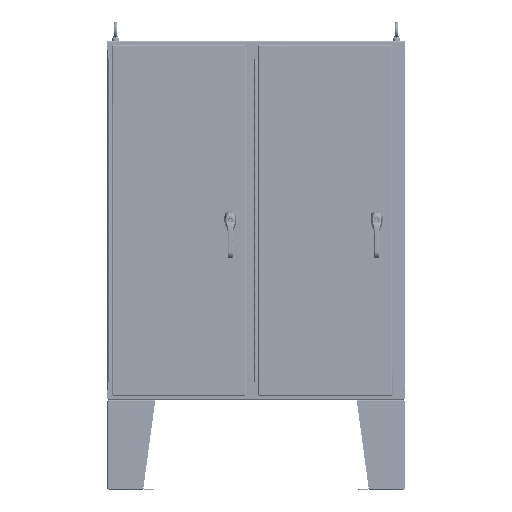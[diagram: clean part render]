
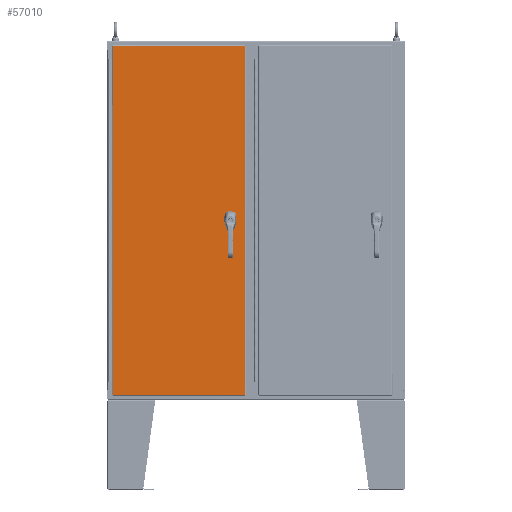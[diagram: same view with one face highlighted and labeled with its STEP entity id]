
A CAD part, top view. The second image highlights one B-rep face of the part: STEP entity #57010.
In plain terms, the highlighted planar face has unit normal (0, 0, 1).
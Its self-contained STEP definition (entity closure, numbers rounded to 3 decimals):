
#3942=LINE('',#94572,#8372);
#3946=LINE('',#94584,#8376);
#3950=LINE('',#94596,#8380);
#3954=LINE('',#94608,#8384);
#3974=LINE('',#94679,#8404);
#3990=LINE('',#94801,#8420);
#4004=LINE('',#94918,#8434);
#4015=LINE('',#95029,#8445);
#8372=VECTOR('',#71455,0.427);
#8376=VECTOR('',#71467,0.427);
#8380=VECTOR('',#71479,0.427);
#8384=VECTOR('',#71491,0.427);
#8404=VECTOR('',#71547,58.295);
#8420=VECTOR('',#71577,22.045);
#8434=VECTOR('',#71605,58.295);
#8445=VECTOR('',#71628,22.045);
#11943=PLANE('',#61525);
#13267=FACE_BOUND('',#18657,.T.);
#13268=FACE_BOUND('',#18658,.T.);
#13269=FACE_BOUND('',#18659,.T.);
#13270=FACE_BOUND('',#18660,.T.);
#14808=FACE_OUTER_BOUND('',#18656,.T.);
#18656=EDGE_LOOP('',(#42908,#42909,#42910,#42911));
#18657=EDGE_LOOP('',(#42912,#42913,#42914,#42915,#42916,#42917,#42918,#42919));
#18658=EDGE_LOOP('',(#42920));
#18659=EDGE_LOOP('',(#42921));
#18660=EDGE_LOOP('',(#42922));
#22258=CIRCLE('',#61471,0.453);
#22260=CIRCLE('',#61475,0.453);
#22262=CIRCLE('',#61479,0.453);
#22264=CIRCLE('',#61483,0.453);
#22266=CIRCLE('',#61486,0.14);
#22268=CIRCLE('',#61489,0.14);
#22270=CIRCLE('',#61492,0.14);
#26049=VERTEX_POINT('',#94569);
#26050=VERTEX_POINT('',#94571);
#26052=VERTEX_POINT('',#94577);
#26054=VERTEX_POINT('',#94583);
#26056=VERTEX_POINT('',#94589);
#26058=VERTEX_POINT('',#94595);
#26060=VERTEX_POINT('',#94601);
#26062=VERTEX_POINT('',#94607);
#26064=VERTEX_POINT('',#94616);
#26066=VERTEX_POINT('',#94621);
#26068=VERTEX_POINT('',#94626);
#26084=VERTEX_POINT('',#94667);
#26085=VERTEX_POINT('',#94678);
#26096=VERTEX_POINT('',#94790);
#26104=VERTEX_POINT('',#94907);
#32060=EDGE_CURVE('',#26050,#26049,#3942,.T.);
#32063=EDGE_CURVE('',#26052,#26050,#22258,.T.);
#32066=EDGE_CURVE('',#26054,#26052,#3946,.T.);
#32069=EDGE_CURVE('',#26056,#26054,#22260,.T.);
#32072=EDGE_CURVE('',#26058,#26056,#3950,.T.);
#32075=EDGE_CURVE('',#26060,#26058,#22262,.T.);
#32078=EDGE_CURVE('',#26062,#26060,#3954,.T.);
#32081=EDGE_CURVE('',#26049,#26062,#22264,.T.);
#32083=EDGE_CURVE('',#26064,#26064,#22266,.T.);
#32085=EDGE_CURVE('',#26066,#26066,#22268,.T.);
#32087=EDGE_CURVE('',#26068,#26068,#22270,.T.);
#32107=EDGE_CURVE('',#26085,#26084,#3974,.T.);
#32127=EDGE_CURVE('',#26084,#26096,#3990,.T.);
#32145=EDGE_CURVE('',#26096,#26104,#4004,.T.);
#32160=EDGE_CURVE('',#26104,#26085,#4015,.T.);
#42908=ORIENTED_EDGE('',*,*,#32107,.T.);
#42909=ORIENTED_EDGE('',*,*,#32127,.T.);
#42910=ORIENTED_EDGE('',*,*,#32145,.T.);
#42911=ORIENTED_EDGE('',*,*,#32160,.T.);
#42912=ORIENTED_EDGE('',*,*,#32060,.T.);
#42913=ORIENTED_EDGE('',*,*,#32081,.T.);
#42914=ORIENTED_EDGE('',*,*,#32078,.T.);
#42915=ORIENTED_EDGE('',*,*,#32075,.T.);
#42916=ORIENTED_EDGE('',*,*,#32072,.T.);
#42917=ORIENTED_EDGE('',*,*,#32069,.T.);
#42918=ORIENTED_EDGE('',*,*,#32066,.T.);
#42919=ORIENTED_EDGE('',*,*,#32063,.T.);
#42920=ORIENTED_EDGE('',*,*,#32083,.T.);
#42921=ORIENTED_EDGE('',*,*,#32085,.T.);
#42922=ORIENTED_EDGE('',*,*,#32087,.T.);
#57010=ADVANCED_FACE('',(#14808,#13267,#13268,#13269,#13270),#11943,.T.);
#61471=AXIS2_PLACEMENT_3D('',#94578,#71461,#71462);
#61475=AXIS2_PLACEMENT_3D('',#94590,#71473,#71474);
#61479=AXIS2_PLACEMENT_3D('',#94602,#71485,#71486);
#61483=AXIS2_PLACEMENT_3D('',#94612,#71497,#71498);
#61486=AXIS2_PLACEMENT_3D('',#94617,#71503,#71504);
#61489=AXIS2_PLACEMENT_3D('',#94622,#71509,#71510);
#61492=AXIS2_PLACEMENT_3D('',#94627,#71515,#71516);
#61525=AXIS2_PLACEMENT_3D('',#95132,#71653,#71654);
#71455=DIRECTION('',(0.,1.,0.));
#71461=DIRECTION('center_axis',(0.,0.,-1.));
#71462=DIRECTION('ref_axis',(-0.882,-0.471,0.));
#71467=DIRECTION('',(-1.,0.,0.));
#71473=DIRECTION('center_axis',(0.,0.,-1.));
#71474=DIRECTION('ref_axis',(0.471,-0.882,0.));
#71479=DIRECTION('',(0.,-1.,0.));
#71485=DIRECTION('center_axis',(0.,0.,-1.));
#71486=DIRECTION('ref_axis',(0.882,0.471,0.));
#71491=DIRECTION('',(1.,0.,0.));
#71497=DIRECTION('center_axis',(0.,0.,-1.));
#71498=DIRECTION('ref_axis',(-0.471,0.882,0.));
#71503=DIRECTION('center_axis',(0.,0.,-1.));
#71504=DIRECTION('ref_axis',(-1.,0.,0.));
#71509=DIRECTION('center_axis',(0.,0.,-1.));
#71510=DIRECTION('ref_axis',(-1.,0.,0.));
#71515=DIRECTION('center_axis',(0.,0.,-1.));
#71516=DIRECTION('ref_axis',(-1.,0.,0.));
#71547=DIRECTION('',(0.,1.,0.));
#71577=DIRECTION('',(-1.,0.,0.));
#71605=DIRECTION('',(0.,-1.,0.));
#71628=DIRECTION('',(1.,0.,0.));
#71653=DIRECTION('center_axis',(0.,0.,1.));
#71654=DIRECTION('ref_axis',(1.,0.,0.));
#94569=CARTESIAN_POINT('',(8.163,0.214,0.134));
#94571=CARTESIAN_POINT('',(8.163,-0.214,0.134));
#94572=CARTESIAN_POINT('',(8.163,0.107,0.134));
#94577=CARTESIAN_POINT('',(8.349,-0.399,0.134));
#94578=CARTESIAN_POINT('Origin',(8.563,0.,
0.134));
#94583=CARTESIAN_POINT('',(8.776,-0.399,0.134));
#94584=CARTESIAN_POINT('',(4.174,-0.399,0.134));
#94589=CARTESIAN_POINT('',(8.962,-0.214,0.134));
#94590=CARTESIAN_POINT('Origin',(8.563,0.,0.134));
#94595=CARTESIAN_POINT('',(8.962,0.214,0.134));
#94596=CARTESIAN_POINT('',(8.962,-0.107,0.134));
#94601=CARTESIAN_POINT('',(8.776,0.4,0.134));
#94602=CARTESIAN_POINT('Origin',(8.563,0.,0.134));
#94607=CARTESIAN_POINT('',(8.349,0.4,0.134));
#94608=CARTESIAN_POINT('',(4.388,0.4,0.134));
#94612=CARTESIAN_POINT('Origin',(8.563,0.,0.134));
#94616=CARTESIAN_POINT('',(8.703,0.885,0.134));
#94617=CARTESIAN_POINT('Origin',(8.563,0.885,0.134));
#94621=CARTESIAN_POINT('',(8.703,-0.886,0.134));
#94622=CARTESIAN_POINT('Origin',(8.563,-0.886,0.134));
#94626=CARTESIAN_POINT('',(8.703,-1.378,0.134));
#94627=CARTESIAN_POINT('Origin',(8.563,-1.378,0.134));
#94667=CARTESIAN_POINT('',(11.022,29.147,0.134));
#94678=CARTESIAN_POINT('',(11.022,-29.147,0.134));
#94679=CARTESIAN_POINT('',(11.022,-14.574,0.134));
#94790=CARTESIAN_POINT('',(-11.022,29.147,0.134));
#94801=CARTESIAN_POINT('',(5.511,29.147,0.134));
#94907=CARTESIAN_POINT('',(-11.022,-29.147,0.134));
#94918=CARTESIAN_POINT('',(-11.022,14.574,0.134));
#95029=CARTESIAN_POINT('',(-5.511,-29.147,0.134));
#95132=CARTESIAN_POINT('Origin',(0.,0.,
0.134));
